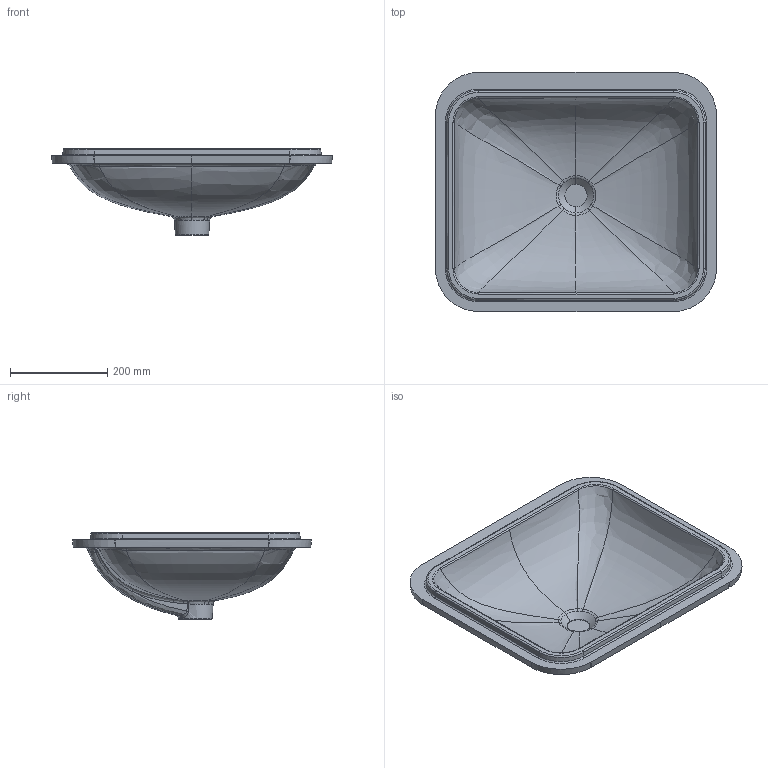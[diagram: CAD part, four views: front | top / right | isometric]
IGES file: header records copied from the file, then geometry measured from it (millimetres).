
Global section: file name: 500765; native system: Autodesk Inventor 2018; preprocessor: unknown; author: JANAN; date: 20201210.133641; units: millimetre
Bounding box: 576.67 x 490.99 x 178 mm (x, y, z)
Volume: 4646986.7 mm3; surface area: 748195 mm2
Topology: 1 solids, 1 shells, 142 faces, 332 edges, 196 vertices
Faces by surface type: bspline 142
